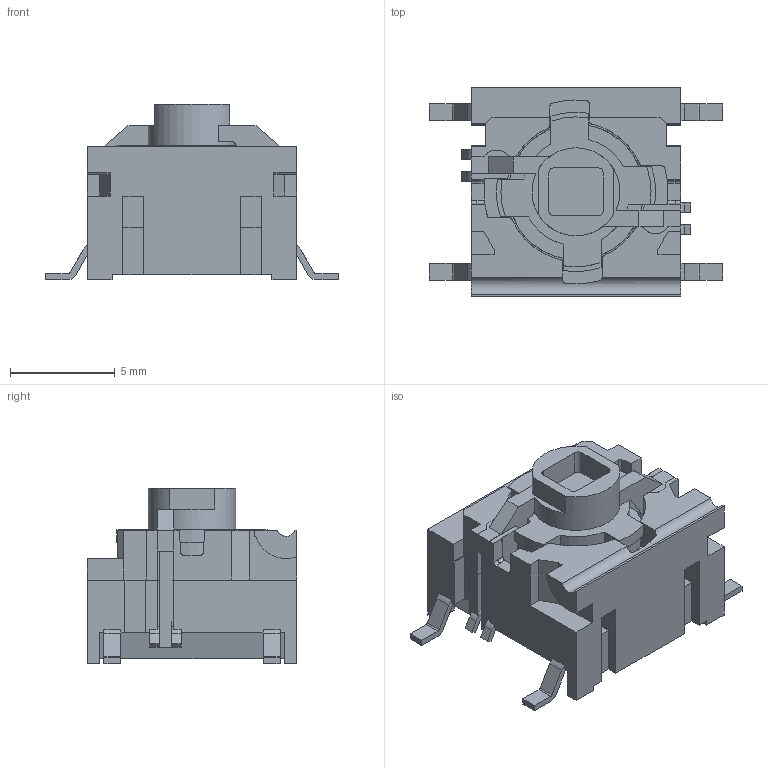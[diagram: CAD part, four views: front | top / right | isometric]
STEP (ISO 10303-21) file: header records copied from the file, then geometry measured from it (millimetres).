
FILE_DESCRIPTION((''),'2;1');
FILE_NAME('5GSH9XX.stp','2009-10-14T13:40:36',('FD'),(''),'Autodesk Inventor 2010','Autodesk Inventor 2010','');
FILE_SCHEMA(('AUTOMOTIVE_DESIGN { 1 0 10303 214 1 1 1 1 }'));
Length unit declared in the file: millimetre
Products named in the file (1): Part117
Bounding box: 14 x 10 x 8.39 mm (x, y, z)
Volume: 540.6 mm3; surface area: 739.5 mm2
Topology: 1 solids, 1 shells, 499 faces, 1507 edges, 995 vertices
Faces by surface type: plane 337, cylinder 81, bspline 71, cone 10
Full cylindrical faces by diameter (mm): 4.2 x1
Entity records: 17262 total; most frequent: CARTESIAN_POINT 3843, ORIENTED_EDGE 3010, DIRECTION 2550, EDGE_CURVE 1505, VECTOR 1132, LINE 1132, VERTEX_POINT 994, AXIS2_PLACEMENT_3D 709
